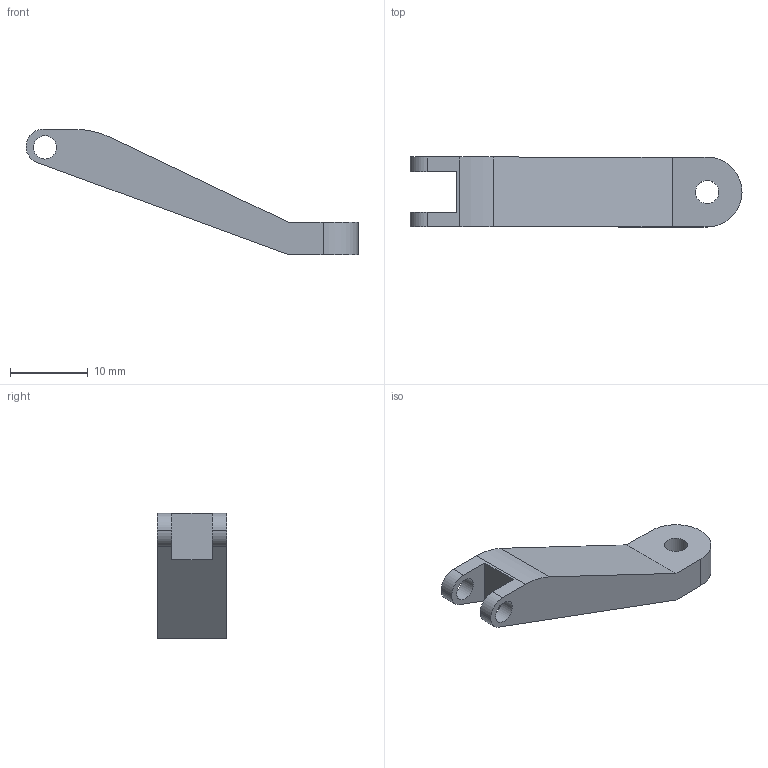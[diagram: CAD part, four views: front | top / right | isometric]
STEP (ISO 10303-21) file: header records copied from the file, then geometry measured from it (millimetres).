
FILE_DESCRIPTION(('HOOPS Exchange Step'),'2;1');
FILE_NAME('export-F1EFB755-2827-442E-8568-B95489362F5D.stp','2021-10-12T21:41:45+17:00',('john'),('Alibre'),'HOOPS Exchange 2021.0','Alibre','Unknown authorisation');
FILE_SCHEMA( ('AP242_MANAGED_MODEL_BASED_3D_ENGINEERING_MIM_LF {1 0 10303 442 1 1 4 }') );
Length unit declared in the file: millimetre
Products named in the file (1): TripodCrank
Bounding box: 42.78 x 9 x 16.16 mm (x, y, z)
Volume: 1759.5 mm3; surface area: 1325.4 mm2
Topology: 1 solids, 1 shells, 19 faces, 53 edges, 36 vertices
Faces by surface type: plane 10, cylinder 9
Full cylindrical faces by diameter (mm): 3 x3
Entity records: 665 total; most frequent: DIRECTION 115, CARTESIAN_POINT 110, ORIENTED_EDGE 106, EDGE_CURVE 53, AXIS2_PLACEMENT_3D 41, VERTEX_POINT 36, VECTOR 33, LINE 33
